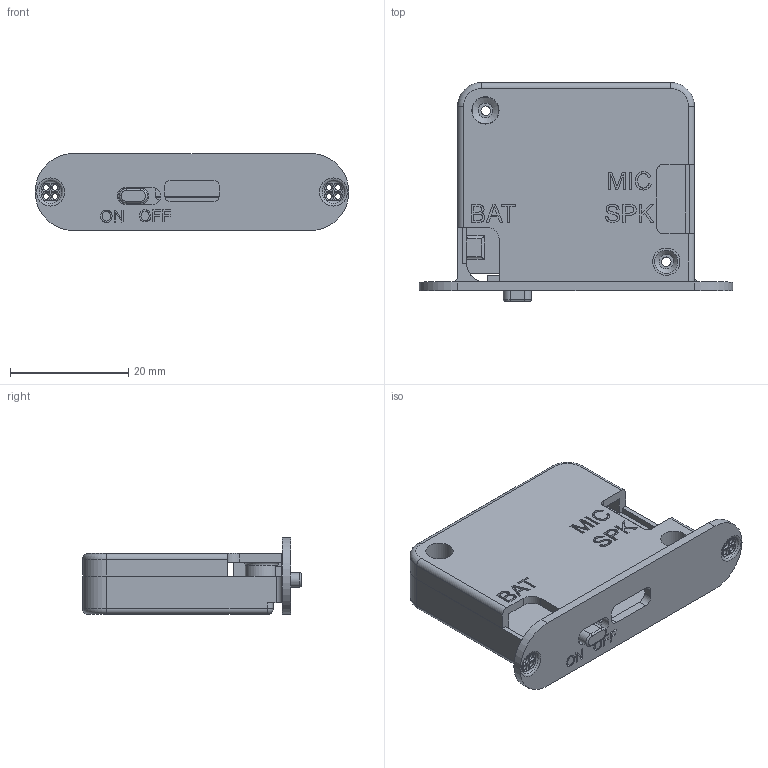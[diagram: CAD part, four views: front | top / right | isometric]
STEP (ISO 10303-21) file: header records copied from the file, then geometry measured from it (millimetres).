
FILE_DESCRIPTION(/* description */ (''),/* implementation_level */ '2;1');
FILE_NAME(/* name */ 'Ai-PalChatV1_Coze.step',/* time_stamp */ '2025-08-22T11:17:56+08:00',/* author */ (''),/* organization */ (''),/* preprocessor_version */ 'ST-DEVELOPER v20.1',/* originating_system */ 'Autodesk Translation Framework v14.10.0.0',/* authorisation */ '');
FILE_SCHEMA (('AUTOMOTIVE_DESIGN { 1 0 10303 214 3 1 1 }'));
Length unit declared in the file: millimetre
Products named in the file (3): Ai-PalChat 外壳; 电源开关固定; 零部件81
Assembly tree (2 placements, depth 2):
  Ai-PalChat 外壳
    电源开关固定
    零部件81
Bounding box: 52.97 x 36.95 x 13 mm (x, y, z)
Volume: 5774.3 mm3; surface area: 8805.9 mm2
Topology: 3 solids, 3 shells, 532 faces, 1445 edges, 920 vertices
Faces by surface type: plane 254, bspline 148, cylinder 96, torus 30, cone 2, sphere 2
Full cylindrical faces by diameter (mm): 1 x8, 1.6 x2, 2.5 x2, 4.6 x2, 5.5 x1, 6.5 x1
Entity records: 18801 total; most frequent: CARTESIAN_POINT 6234, ORIENTED_EDGE 2858, DIRECTION 2133, EDGE_CURVE 1429, VERTEX_POINT 920, LINE 855, VECTOR 855, AXIS2_PLACEMENT_3D 639
